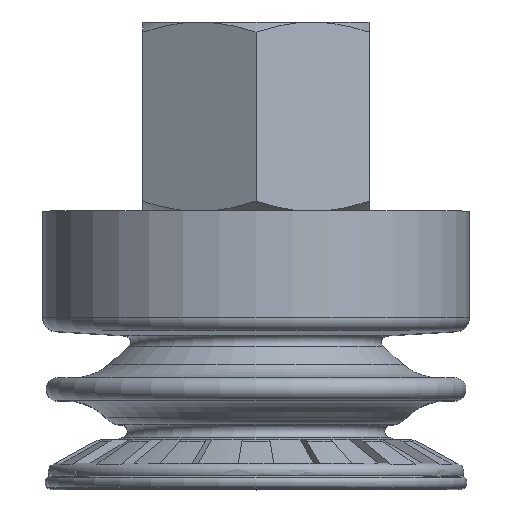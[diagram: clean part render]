
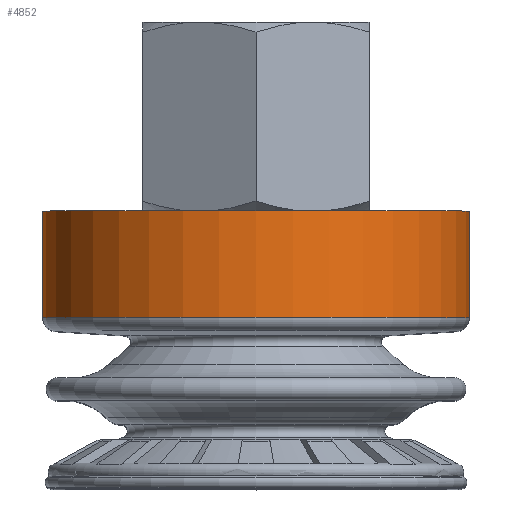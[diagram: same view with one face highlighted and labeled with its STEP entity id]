
A CAD part, top view. The second image highlights one B-rep face of the part: STEP entity #4852.
In plain terms, the highlighted cylindrical face has radius 16 mm (diameter 32 mm), a partial arc.
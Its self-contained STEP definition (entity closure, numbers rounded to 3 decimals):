
#159=CIRCLE('',#4994,16.);
#407=CIRCLE('',#5421,16.);
#522=CYLINDRICAL_SURFACE('',#5420,16.);
#1540=ORIENTED_EDGE('',*,*,#2596,.F.);
#1541=ORIENTED_EDGE('',*,*,#2595,.T.);
#1542=ORIENTED_EDGE('',*,*,#2018,.T.);
#1543=ORIENTED_EDGE('',*,*,#2463,.T.);
#2018=EDGE_CURVE('',#2733,#2736,#159,.T.);
#2463=EDGE_CURVE('',#2736,#3044,#3449,.T.);
#2595=EDGE_CURVE('',#3122,#2733,#3514,.T.);
#2596=EDGE_CURVE('',#3122,#3044,#407,.T.);
#2733=VERTEX_POINT('',#7303);
#2736=VERTEX_POINT('',#7308);
#3044=VERTEX_POINT('',#8198);
#3122=VERTEX_POINT('',#8446);
#3449=LINE('',#8199,#3807);
#3514=LINE('',#8450,#3872);
#3807=VECTOR('',#6571,1000.);
#3872=VECTOR('',#6852,1000.);
#4073=EDGE_LOOP('',(#1540,#1541,#1542,#1543));
#4399=FACE_BOUND('',#4073,.T.);
#4852=ADVANCED_FACE('',(#4399),#522,.T.);
#4994=AXIS2_PLACEMENT_3D('',#7309,#5671,#5672);
#5420=AXIS2_PLACEMENT_3D('',#8451,#6853,#6854);
#5421=AXIS2_PLACEMENT_3D('',#8452,#6855,#6856);
#5671=DIRECTION('',(0.,-1.,0.));
#5672=DIRECTION('',(0.,0.,-1.));
#6571=DIRECTION('',(0.,-1.,0.));
#6852=DIRECTION('',(0.,1.,0.));
#6853=DIRECTION('',(0.,-1.,0.));
#6854=DIRECTION('',(0.,0.,-1.));
#6855=DIRECTION('',(0.,-1.,0.));
#6856=DIRECTION('',(0.,0.,-1.));
#7303=CARTESIAN_POINT('',(16.,20.8,17.5));
#7308=CARTESIAN_POINT('',(-16.,20.8,17.5));
#7309=CARTESIAN_POINT('',(0.,20.8,17.5));
#8198=CARTESIAN_POINT('',(-16.,12.8,17.5));
#8199=CARTESIAN_POINT('',(-16.,20.8,17.5));
#8446=CARTESIAN_POINT('',(16.,12.8,17.5));
#8450=CARTESIAN_POINT('',(16.,12.8,17.5));
#8451=CARTESIAN_POINT('',(0.,0.,17.5));
#8452=CARTESIAN_POINT('',(0.,12.8,17.5));
